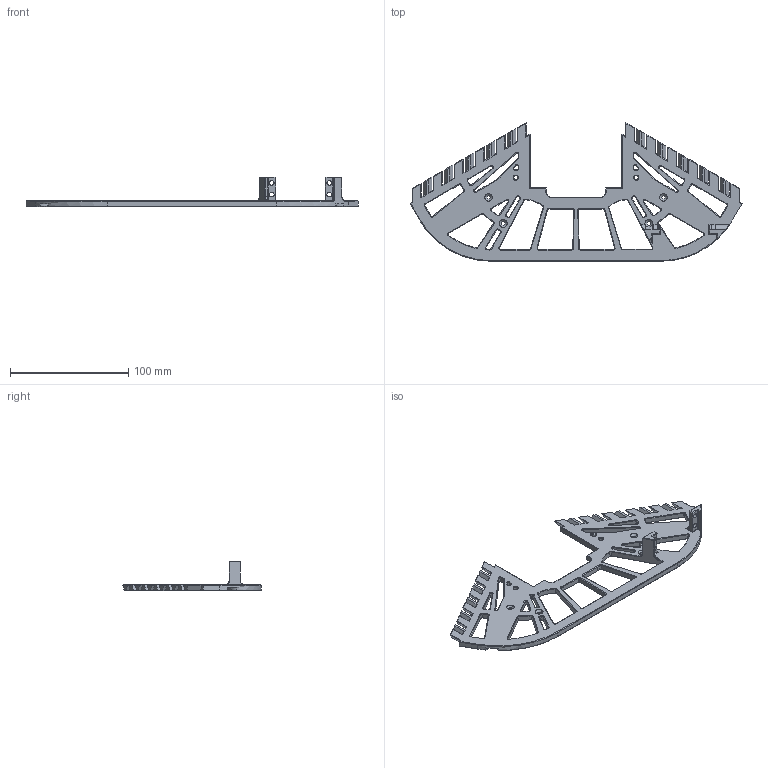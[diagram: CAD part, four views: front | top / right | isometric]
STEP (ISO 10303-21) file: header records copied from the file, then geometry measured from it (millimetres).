
FILE_DESCRIPTION (( 'STEP AP214' ), '1' );
FILE_NAME ('frame_top_front_with_servoslot.STEP', '2023-05-05T14:32:50', ( '' ), ( '' ), 'SwSTEP 2.0', 'SolidWorks 2021', '' );
FILE_SCHEMA (( 'AUTOMOTIVE_DESIGN' ));
Length unit declared in the file: millimetre
Products named in the file (1): frame_top_front_with_servoslot
Bounding box: 280.79 x 117.15 x 25 mm (x, y, z)
Volume: 66008.2 mm3; surface area: 41348.8 mm2
Topology: 1 solids, 1 shells, 1041 faces, 2653 edges, 1619 vertices
Faces by surface type: plane 525, cone 266, cylinder 170, bspline 77, sphere 2, torus 1
Entity records: 35351 total; most frequent: CARTESIAN_POINT 10384, ORIENTED_EDGE 5288, DIRECTION 5016, EDGE_CURVE 2644, VECTOR 1842, LINE 1842, VERTEX_POINT 1619, AXIS2_PLACEMENT_3D 1587
